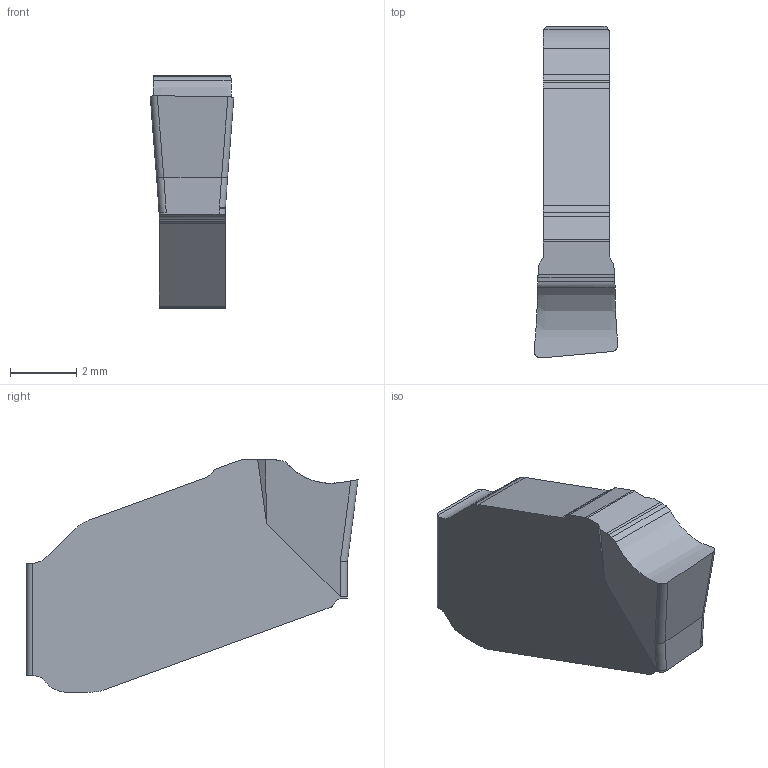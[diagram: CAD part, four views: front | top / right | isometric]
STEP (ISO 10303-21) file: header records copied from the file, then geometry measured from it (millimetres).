
FILE_DESCRIPTION(/* description */ (''),/* implementation_level */ '2;1');
FILE_NAME(/* name */ 'aaa340213_a.stp',/* time_stamp */ '2019-10-03T12:58:00+02:00',/* author */ (''),/* organization */ ('SMS'),/* preprocessor_version */ 'ST-DEVELOPER v16.7',/* originating_system */ 'SIEMENS PLM Software NX 12.0',/* authorisation */ '');
FILE_SCHEMA (('AUTOMOTIVE_DESIGN { 1 0 10303 214 3 1 1 1 }'));
Length unit declared in the file: millimetre
Products named in the file (1): AAA340213_A
Bounding box: 2.52 x 10.01 x 7 mm (x, y, z)
Volume: 95.1 mm3; surface area: 151.3 mm2
Topology: 1 solids, 1 shells, 47 faces, 131 edges, 88 vertices
Faces by surface type: plane 20, cylinder 20, extrusion 5, bspline 2
Entity records: 1768 total; most frequent: CARTESIAN_POINT 498, ORIENTED_EDGE 260, DIRECTION 253, EDGE_CURVE 130, AXIS2_PLACEMENT_3D 88, VERTEX_POINT 85, VECTOR 77, LINE 72
